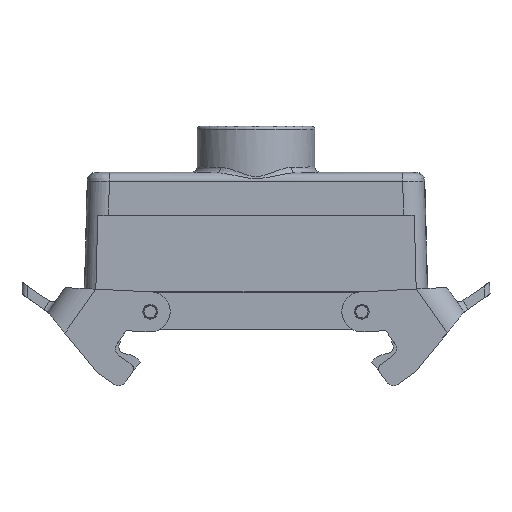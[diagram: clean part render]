
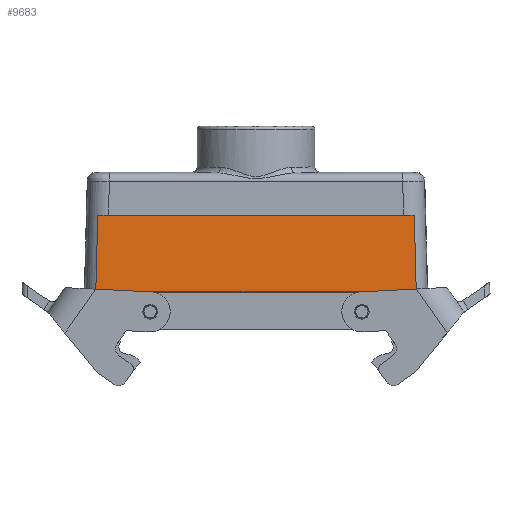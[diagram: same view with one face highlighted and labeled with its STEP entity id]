
A CAD part, front view. The second image highlights one B-rep face of the part: STEP entity #9683.
In plain terms, the highlighted planar face has unit normal (0, -1, 0.018).
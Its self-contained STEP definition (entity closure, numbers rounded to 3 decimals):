
#9644=CARTESIAN_POINT('',(70.0,-20.497,4.027));
#9645=DIRECTION('',(0.0,-1.,0.018));
#9646=DIRECTION('',(0.0,-0.018,-1.));
#9647=AXIS2_PLACEMENT_3D('',#9644,#9645,#9646);
#9648=PLANE('',#9647);
#9649=CARTESIAN_POINT('',(-55.993,-20.497,4.027));
#9650=VERTEX_POINT('',#9649);
#9651=CARTESIAN_POINT('',(-55.304,-20.021,30.674));
#9652=VERTEX_POINT('',#9651);
#9653=CARTESIAN_POINT('',(-55.993,-20.497,4.027));
#9654=DIRECTION('',(0.026,0.018,1.));
#9655=VECTOR('',#9654,26.66);
#9656=LINE('',#9653,#9655);
#9657=EDGE_CURVE('',#9650,#9652,#9656,.T.);
#9658=ORIENTED_EDGE('',*,*,#9657,.F.);
#9659=CARTESIAN_POINT('',(55.993,-20.497,4.027));
#9660=VERTEX_POINT('',#9659);
#9661=CARTESIAN_POINT('',(-55.993,-20.497,4.027));
#9662=DIRECTION('',(1.0,0.0,0.0));
#9663=VECTOR('',#9662,111.987);
#9664=LINE('',#9661,#9663);
#9665=EDGE_CURVE('',#9650,#9660,#9664,.T.);
#9666=ORIENTED_EDGE('',*,*,#9665,.T.);
#9667=CARTESIAN_POINT('',(55.304,-20.021,30.674));
#9668=VERTEX_POINT('',#9667);
#9669=CARTESIAN_POINT('',(55.304,-20.021,30.674));
#9670=DIRECTION('',(0.026,-0.018,-1.));
#9671=VECTOR('',#9670,26.66);
#9672=LINE('',#9669,#9671);
#9673=EDGE_CURVE('',#9668,#9660,#9672,.T.);
#9674=ORIENTED_EDGE('',*,*,#9673,.F.);
#9675=CARTESIAN_POINT('',(55.304,-20.021,30.674));
#9676=DIRECTION('',(-1.0,0.0,0.0));
#9677=VECTOR('',#9676,110.607);
#9678=LINE('',#9675,#9677);
#9679=EDGE_CURVE('',#9668,#9652,#9678,.T.);
#9680=ORIENTED_EDGE('',*,*,#9679,.T.);
#9681=EDGE_LOOP('',(#9658,#9666,#9674,#9680));
#9682=FACE_OUTER_BOUND('',#9681,.T.);
#9683=ADVANCED_FACE('',(#9682),#9648,.T.);
